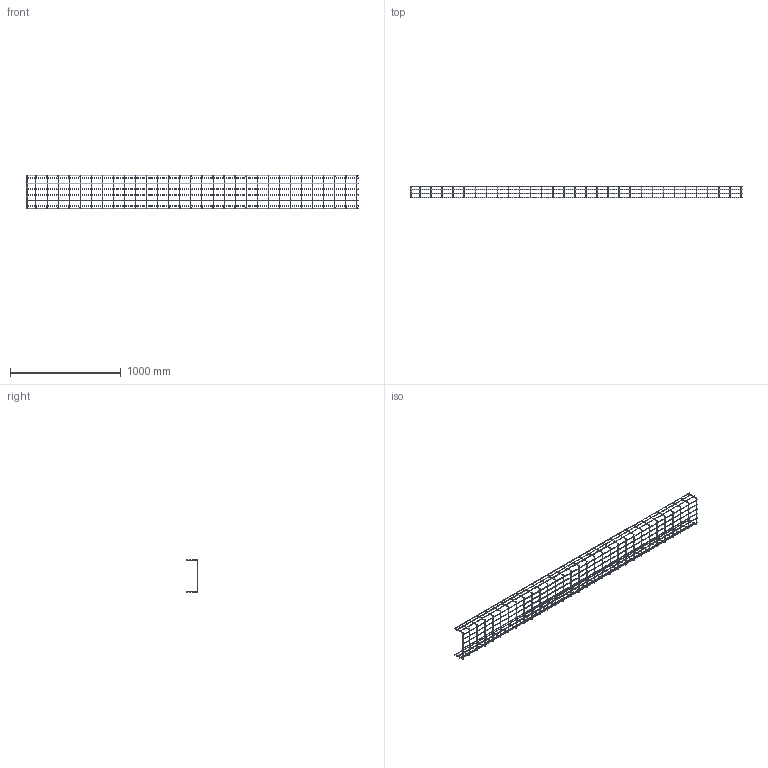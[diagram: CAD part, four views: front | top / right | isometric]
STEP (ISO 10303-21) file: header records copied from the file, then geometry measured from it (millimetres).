
FILE_DESCRIPTION (( 'STEP AP214' ), '1' );
FILE_NAME ('6002408.stp', '2016-07-14T08:43:49', ( '' ), ( '' ), 'SwSTEP 2.0', 'SolidWorks 2014', '' );
FILE_SCHEMA (( 'AUTOMOTIVE_DESIGN' ));
Length unit declared in the file: millimetre
Products named in the file (1): 6002408
Bounding box: 3000 x 107.94 x 300 mm (x, y, z)
Volume: 891994.1 mm3; surface area: 752804.6 mm2
Topology: 1 solids, 1 shells, 432 faces, 2504 edges, 1584 vertices
Faces by surface type: cylinder 216, torus 128, plane 88
Entity records: 44620 total; most frequent: CARTESIAN_POINT 26779, ORIENTED_EDGE 5008, DIRECTION 2542, EDGE_CURVE 2504, VERTEX_POINT 1584, B_SPLINE_CURVE_WITH_KNOTS 1152, AXIS2_PLACEMENT_3D 875, LINE 792
